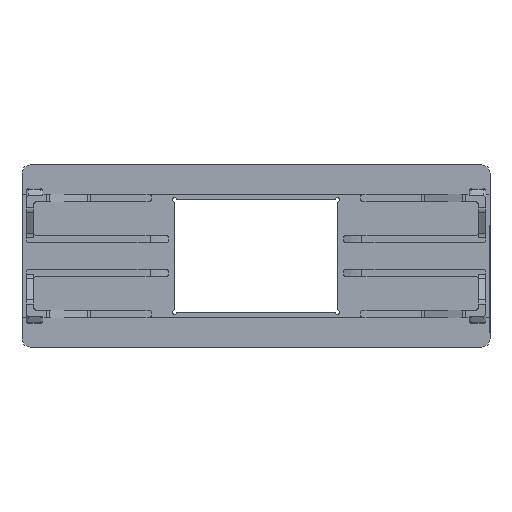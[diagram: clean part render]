
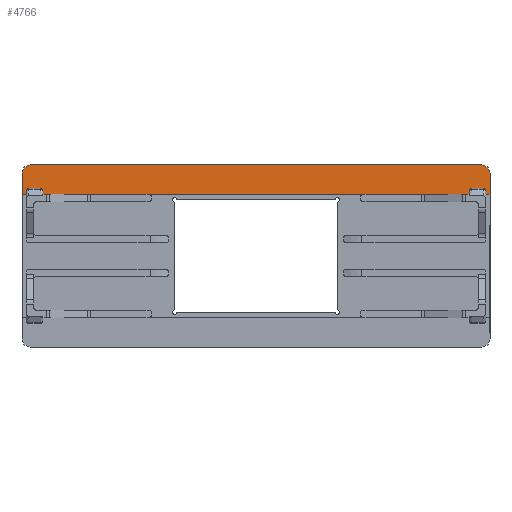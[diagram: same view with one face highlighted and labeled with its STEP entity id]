
A CAD part, top view. The second image highlights one B-rep face of the part: STEP entity #4766.
In plain terms, the highlighted planar face has unit normal (0, 0, 1).
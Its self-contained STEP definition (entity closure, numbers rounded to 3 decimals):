
#66 = ORIENTED_EDGE ( 'NONE', *, *, #5161, .T. ) ;
#170 = CARTESIAN_POINT ( 'NONE',  ( 0., 0., 0.6 ) ) ;
#274 = CIRCLE ( 'NONE', #1177, 2. ) ;
#591 = DIRECTION ( 'NONE',  ( 1., 0., 0. ) ) ;
#596 = DIRECTION ( 'NONE',  ( 0., -1., 0. ) ) ;
#915 = VECTOR ( 'NONE', #2205, 1000. ) ;
#1170 = AXIS2_PLACEMENT_3D ( 'NONE', #6929, #5875, #1421 ) ;
#1177 = AXIS2_PLACEMENT_3D ( 'NONE', #6198, #6158, #3428 ) ;
#1251 = EDGE_LOOP ( 'NONE', ( #3584, #4181, #1746, #5144, #66, #4506 ) ) ;
#1421 = DIRECTION ( 'NONE',  ( -1., 0., 0. ) ) ;
#1584 = LINE ( 'NONE', #5962, #2636 ) ;
#1599 = CARTESIAN_POINT ( 'NONE',  ( -56., 14.75, 0.6 ) ) ;
#1618 = AXIS2_PLACEMENT_3D ( 'NONE', #170, #6242, #6171 ) ;
#1621 = VERTEX_POINT ( 'NONE', #2922 ) ;
#1746 = ORIENTED_EDGE ( 'NONE', *, *, #6456, .T. ) ;
#2075 = LINE ( 'NONE', #1599, #5877 ) ;
#2090 = CARTESIAN_POINT ( 'NONE',  ( 56., 19.8, 0.6 ) ) ;
#2205 = DIRECTION ( 'NONE',  ( 0., -1., 0. ) ) ;
#2331 = EDGE_CURVE ( 'NONE', #6326, #2927, #1584, .T. ) ;
#2636 = VECTOR ( 'NONE', #591, 1000. ) ;
#2922 = CARTESIAN_POINT ( 'NONE',  ( -56., 19.8, 0.6 ) ) ;
#2927 = VERTEX_POINT ( 'NONE', #5901 ) ;
#3358 = CARTESIAN_POINT ( 'NONE',  ( -56., 14.75, 0.6 ) ) ;
#3399 = PLANE ( 'NONE',  #1618 ) ;
#3428 = DIRECTION ( 'NONE',  ( -1., 0., 0. ) ) ;
#3492 = EDGE_CURVE ( 'NONE', #3720, #3971, #4319, .T. ) ;
#3584 = ORIENTED_EDGE ( 'NONE', *, *, #6287, .T. ) ;
#3632 = DIRECTION ( 'NONE',  ( 1., 0., 0. ) ) ;
#3720 = VERTEX_POINT ( 'NONE', #2090 ) ;
#3971 = VERTEX_POINT ( 'NONE', #3974 ) ;
#3974 = CARTESIAN_POINT ( 'NONE',  ( 56., 14.75, 0.6 ) ) ;
#4181 = ORIENTED_EDGE ( 'NONE', *, *, #4684, .T. ) ;
#4319 = LINE ( 'NONE', #4992, #915 ) ;
#4361 = VERTEX_POINT ( 'NONE', #3358 ) ;
#4381 = CIRCLE ( 'NONE', #1170, 2. ) ;
#4506 = ORIENTED_EDGE ( 'NONE', *, *, #2331, .F. ) ;
#4684 = EDGE_CURVE ( 'NONE', #1621, #4361, #5566, .T. ) ;
#4766 = ADVANCED_FACE ( 'NONE', ( #6134 ), #3399, .F. ) ;
#4992 = CARTESIAN_POINT ( 'NONE',  ( 56., 0., 0.6 ) ) ;
#5144 = ORIENTED_EDGE ( 'NONE', *, *, #3492, .F. ) ;
#5161 = EDGE_CURVE ( 'NONE', #3720, #2927, #4381, .T. ) ;
#5432 = CARTESIAN_POINT ( 'NONE',  ( -56., 14.75, 0.6 ) ) ;
#5566 = LINE ( 'NONE', #5432, #6074 ) ;
#5875 = DIRECTION ( 'NONE',  ( 0., 0., 1. ) ) ;
#5877 = VECTOR ( 'NONE', #3632, 1000. ) ;
#5901 = CARTESIAN_POINT ( 'NONE',  ( 54., 21.8, 0.6 ) ) ;
#5962 = CARTESIAN_POINT ( 'NONE',  ( 0., 21.8, 0.6 ) ) ;
#6074 = VECTOR ( 'NONE', #596, 1000. ) ;
#6134 = FACE_OUTER_BOUND ( 'NONE', #1251, .T. ) ;
#6158 = DIRECTION ( 'NONE',  ( 0., 0., 1. ) ) ;
#6171 = DIRECTION ( 'NONE',  ( -1., 0., 0. ) ) ;
#6198 = CARTESIAN_POINT ( 'NONE',  ( -54., 19.8, 0.6 ) ) ;
#6242 = DIRECTION ( 'NONE',  ( 0., 0., -1. ) ) ;
#6287 = EDGE_CURVE ( 'NONE', #6326, #1621, #274, .T. ) ;
#6326 = VERTEX_POINT ( 'NONE', #6891 ) ;
#6456 = EDGE_CURVE ( 'NONE', #4361, #3971, #2075, .T. ) ;
#6891 = CARTESIAN_POINT ( 'NONE',  ( -54., 21.8, 0.6 ) ) ;
#6929 = CARTESIAN_POINT ( 'NONE',  ( 54., 19.8, 0.6 ) ) ;
